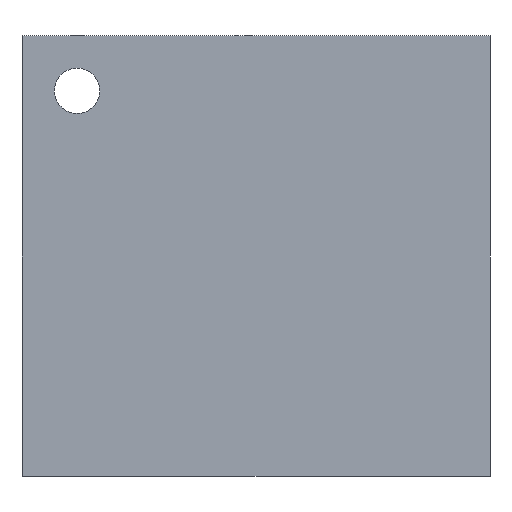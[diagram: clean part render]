
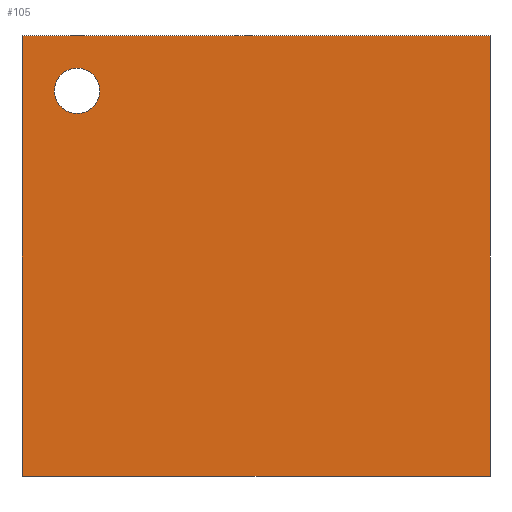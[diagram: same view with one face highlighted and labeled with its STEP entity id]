
A CAD part, front view. The second image highlights one B-rep face of the part: STEP entity #105.
In plain terms, the highlighted planar face has unit normal (0, -1, 0).
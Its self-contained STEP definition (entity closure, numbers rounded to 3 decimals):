
#21 = EDGE_CURVE('',#22,#24,#26,.T.);
#22 = VERTEX_POINT('',#23);
#23 = CARTESIAN_POINT('',(0.,-170.,168.));
#24 = VERTEX_POINT('',#25);
#25 = CARTESIAN_POINT('',(0.,-170.,328.));
#26 = LINE('',#27,#28);
#27 = CARTESIAN_POINT('',(0.,-170.,168.));
#28 = VECTOR('',#29,1.);
#29 = DIRECTION('',(0.,0.,1.));
#105 = ADVANCED_FACE('',(#106,#131),#142,.T.);
#106 = FACE_BOUND('',#107,.T.);
#107 = EDGE_LOOP('',(#108,#109,#117,#125));
#108 = ORIENTED_EDGE('',*,*,#21,.T.);
#109 = ORIENTED_EDGE('',*,*,#110,.F.);
#110 = EDGE_CURVE('',#111,#24,#113,.T.);
#111 = VERTEX_POINT('',#112);
#112 = CARTESIAN_POINT('',(-170.,-170.,328.));
#113 = LINE('',#114,#115);
#114 = CARTESIAN_POINT('',(-162.,-170.,328.));
#115 = VECTOR('',#116,1.);
#116 = DIRECTION('',(1.,0.,0.));
#117 = ORIENTED_EDGE('',*,*,#118,.F.);
#118 = EDGE_CURVE('',#119,#111,#121,.T.);
#119 = VERTEX_POINT('',#120);
#120 = CARTESIAN_POINT('',(-170.,-170.,168.));
#121 = LINE('',#122,#123);
#122 = CARTESIAN_POINT('',(-170.,-170.,168.));
#123 = VECTOR('',#124,1.);
#124 = DIRECTION('',(0.,0.,1.));
#125 = ORIENTED_EDGE('',*,*,#126,.F.);
#126 = EDGE_CURVE('',#22,#119,#127,.T.);
#127 = LINE('',#128,#129);
#128 = CARTESIAN_POINT('',(-162.,-170.,168.));
#129 = VECTOR('',#130,1.);
#130 = DIRECTION('',(-1.,0.,0.));
#131 = FACE_BOUND('',#132,.T.);
#132 = EDGE_LOOP('',(#133));
#133 = ORIENTED_EDGE('',*,*,#134,.F.);
#134 = EDGE_CURVE('',#135,#135,#137,.T.);
#135 = VERTEX_POINT('',#136);
#136 = CARTESIAN_POINT('',(-141.75,-170.,308.));
#137 = CIRCLE('',#138,8.25);
#138 = AXIS2_PLACEMENT_3D('',#139,#140,#141);
#139 = CARTESIAN_POINT('',(-150.,-170.,308.));
#140 = DIRECTION('',(0.,-1.,0.));
#141 = DIRECTION('',(1.,0.,0.));
#142 = PLANE('',#143);
#143 = AXIS2_PLACEMENT_3D('',#144,#145,#146);
#144 = CARTESIAN_POINT('',(-85.,-170.,248.));
#145 = DIRECTION('',(-0.,-1.,-0.));
#146 = DIRECTION('',(0.,0.,-1.));
